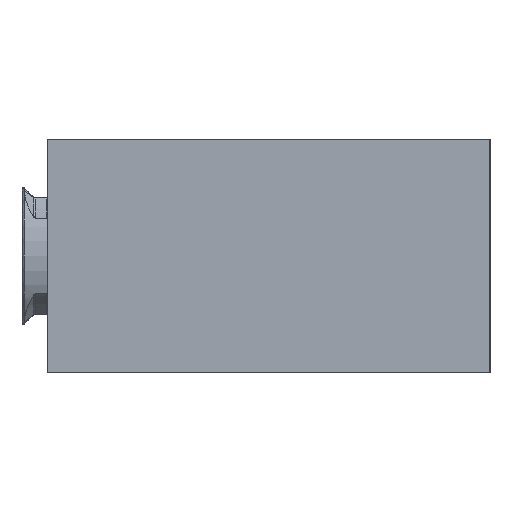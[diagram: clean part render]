
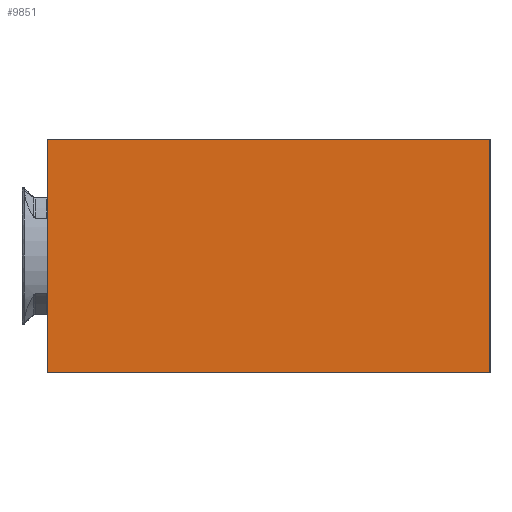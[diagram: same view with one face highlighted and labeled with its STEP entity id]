
A CAD part, left-side view. The second image highlights one B-rep face of the part: STEP entity #9851.
In plain terms, the highlighted planar face has unit normal (-1, 0, 0).
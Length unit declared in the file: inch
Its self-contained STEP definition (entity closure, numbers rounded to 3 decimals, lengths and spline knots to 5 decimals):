
#575 = CARTESIAN_POINT ( 'NONE',  ( -3., -0.9375, -0.495 ) ) ;
#1030 = DIRECTION ( 'NONE',  ( 0., 0., -1. ) ) ;
#1259 = EDGE_CURVE ( 'NONE', #9445, #10769, #1302, .T. ) ;
#1301 = VECTOR ( 'NONE', #12628, 39.37008 ) ;
#1302 = LINE ( 'NONE', #10453, #3906 ) ;
#1462 = LINE ( 'NONE', #575, #6698 ) ;
#1757 = AXIS2_PLACEMENT_3D ( 'NONE', #6802, #8871, #2949 ) ;
#2196 = CARTESIAN_POINT ( 'NONE',  ( -3., 0.9375, 0.495 ) ) ;
#2254 = ORIENTED_EDGE ( 'NONE', *, *, #1259, .T. ) ;
#2620 = EDGE_CURVE ( 'NONE', #12316, #7201, #10955, .T. ) ;
#2695 = CARTESIAN_POINT ( 'NONE',  ( -3., -0.9375, 0.495 ) ) ;
#2949 = DIRECTION ( 'NONE',  ( 0., 0., -1. ) ) ;
#3873 = ORIENTED_EDGE ( 'NONE', *, *, #2620, .F. ) ;
#3903 = LINE ( 'NONE', #2695, #1301 ) ;
#3906 = VECTOR ( 'NONE', #7506, 39.37008 ) ;
#4325 = FACE_OUTER_BOUND ( 'NONE', #10562, .T. ) ;
#5631 = ORIENTED_EDGE ( 'NONE', *, *, #11384, .F. ) ;
#6667 = VECTOR ( 'NONE', #1030, 39.37008 ) ;
#6698 = VECTOR ( 'NONE', #7463, 39.37008 ) ;
#6802 = CARTESIAN_POINT ( 'NONE',  ( -3., -0.9375, 0.495 ) ) ;
#7201 = VERTEX_POINT ( 'NONE', #8887 ) ;
#7463 = DIRECTION ( 'NONE',  ( 0., -1., 0. ) ) ;
#7506 = DIRECTION ( 'NONE',  ( 0., 0., -1. ) ) ;
#7795 = PLANE ( 'NONE',  #1757 ) ;
#7983 = CARTESIAN_POINT ( 'NONE',  ( -3., -0.9375, 0.495 ) ) ;
#7994 = CARTESIAN_POINT ( 'NONE',  ( -3., -0.9375, 0.495 ) ) ;
#8871 = DIRECTION ( 'NONE',  ( 1., 0., 0. ) ) ;
#8887 = CARTESIAN_POINT ( 'NONE',  ( -3., -0.9375, -0.495 ) ) ;
#9445 = VERTEX_POINT ( 'NONE', #2196 ) ;
#9851 = ADVANCED_FACE ( 'NONE', ( #4325 ), #7795, .F. ) ;
#10453 = CARTESIAN_POINT ( 'NONE',  ( -3., 0.9375, 0.495 ) ) ;
#10562 = EDGE_LOOP ( 'NONE', ( #12504, #3873, #5631, #2254 ) ) ;
#10769 = VERTEX_POINT ( 'NONE', #12520 ) ;
#10920 = EDGE_CURVE ( 'NONE', #10769, #7201, #1462, .T. ) ;
#10955 = LINE ( 'NONE', #7983, #6667 ) ;
#11384 = EDGE_CURVE ( 'NONE', #9445, #12316, #3903, .T. ) ;
#12316 = VERTEX_POINT ( 'NONE', #7994 ) ;
#12504 = ORIENTED_EDGE ( 'NONE', *, *, #10920, .T. ) ;
#12520 = CARTESIAN_POINT ( 'NONE',  ( -3., 0.9375, -0.495 ) ) ;
#12628 = DIRECTION ( 'NONE',  ( 0., -1., 0. ) ) ;
